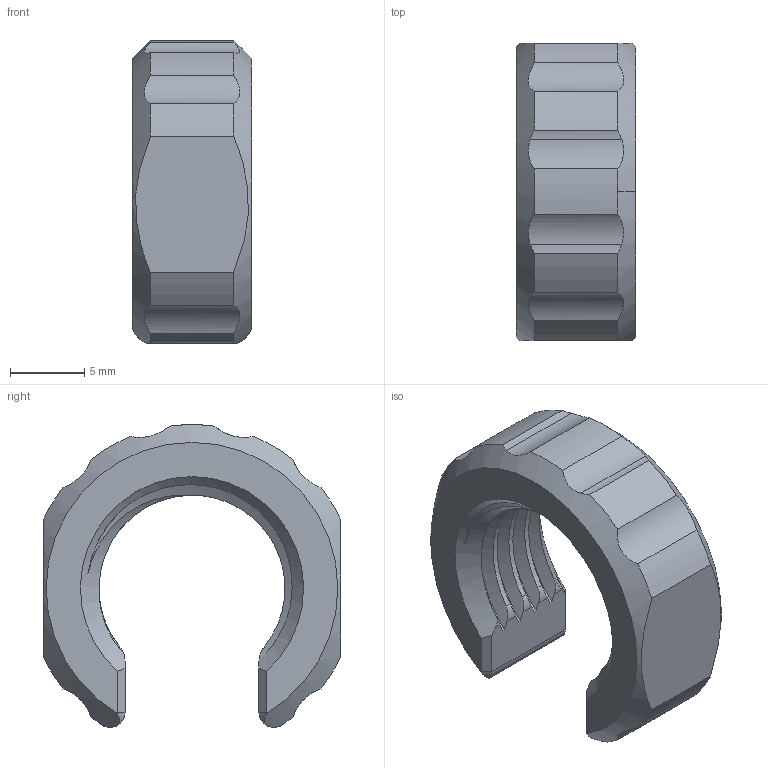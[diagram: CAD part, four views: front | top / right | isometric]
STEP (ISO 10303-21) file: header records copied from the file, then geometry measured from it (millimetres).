
FILE_DESCRIPTION (( 'STEP AP214' ), '1' );
FILE_NAME ('WL-M14-NUT.STEP', '2021-12-21T01:27:27', ( '' ), ( '' ), 'SwSTEP 2.0', 'SolidWorks 2020', '' );
FILE_SCHEMA (( 'AUTOMOTIVE_DESIGN' ));
Length unit declared in the file: millimetre
Products named in the file (1): WL-M14-NUT
Bounding box: 8 x 20 x 20.35 mm (x, y, z)
Volume: 1381.4 mm3; surface area: 1182.6 mm2
Topology: 1 solids, 1 shells, 73 faces, 209 edges, 138 vertices
Faces by surface type: cylinder 36, bspline 17, cone 10, plane 10
Entity records: 11624 total; most frequent: CARTESIAN_POINT 9978, ORIENTED_EDGE 418, DIRECTION 240, EDGE_CURVE 209, VERTEX_POINT 138, AXIS2_PLACEMENT_3D 92, B_SPLINE_CURVE_WITH_KNOTS 89, EDGE_LOOP 73
